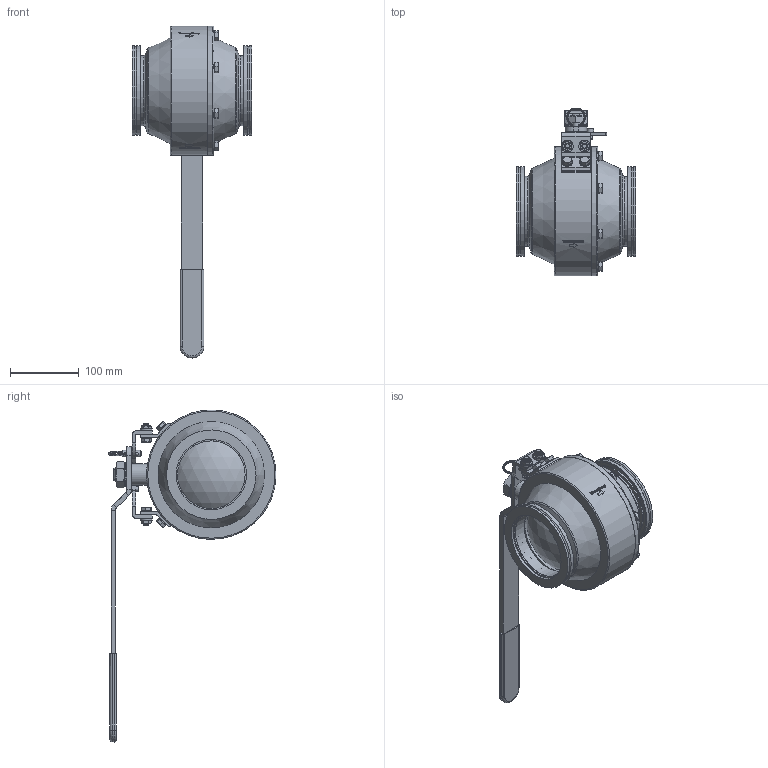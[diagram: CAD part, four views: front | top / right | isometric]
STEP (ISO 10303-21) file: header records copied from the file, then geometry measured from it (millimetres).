
FILE_DESCRIPTION(/* description */ (''),/* implementation_level */ '2;1');
FILE_NAME(/* name */ '3007410d.stp',/* time_stamp */ '2021-04-16T13:27:49-04:00',/* author */ ('Sana_M'),/* organization */ (''),/* preprocessor_version */ 'ST-DEVELOPER v18.1',/* originating_system */ 'Autodesk Inventor 2021',/* authorisation */ '');
FILE_SCHEMA (('AUTOMOTIVE_DESIGN { 1 0 10303 214 3 1 1 }'));
Length unit declared in the file: inch
Products named in the file (1): 3007410d
Bounding box: 174.13 x 244.05 x 482.41 mm (x, y, z)
Surface area: 357304.3 mm2 (no closed solid volume)
Topology: 0 solids, 66 shells, 1180 faces, 4415 edges, 3226 vertices
Faces by surface type: plane 547, cylinder 302, bspline 160, cone 155, torus 13, sphere 3
Full cylindrical faces by diameter (mm): 3.175 x1, 3.81 x1, 4.978 x1, 6.35 x2, 6.563 x84, 7.938 x85, 9.525 x2, 10.084 x4, 12.509 x4, 14.287 x16, 17.066 x4, 22.225 x4, 23.368 x1, 31.75 x1, 34.544 x2, 36.576 x1, 36.83 x1, 98.298 x2, 98.425 x3, 101.6 x2, 102.21 x2, 103.632 x2, 112.268 x2, 130.048 x4, 187.96 x2
Entity records: 70546 total; most frequent: CARTESIAN_POINT 34599, ORIENTED_EDGE 7142, DIRECTION 6319, EDGE_CURVE 4410, VERTEX_POINT 3226, LINE 2181, VECTOR 2181, AXIS2_PLACEMENT_3D 2069
